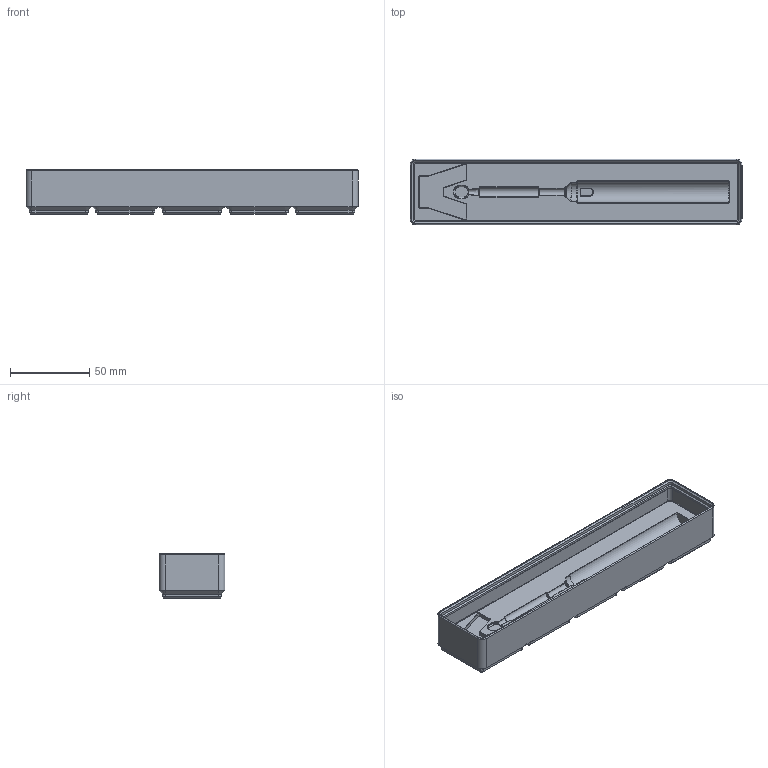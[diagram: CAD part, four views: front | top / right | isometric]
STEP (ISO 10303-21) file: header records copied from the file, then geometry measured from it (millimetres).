
FILE_DESCRIPTION(('FreeCAD Model'),'2;1');
FILE_NAME('Open CASCADE Shape Model','2023-05-07T12:54:12',(''),(''), 'Open CASCADE STEP processor 7.6','FreeCAD','Unknown');
FILE_SCHEMA(('AUTOMOTIVE_DESIGN { 1 0 10303 214 1 1 1 1 }'));
Length unit declared in the file: millimetre
Products named in the file (1): Blank Storage
Bounding box: 209.5 x 41.5 x 28 mm (x, y, z)
Volume: 99716.7 mm3; surface area: 41476.6 mm2
Topology: 1 solids, 1 shells, 458 faces, 986 edges, 564 vertices
Faces by surface type: plane 202, cylinder 106, cone 91, bspline 47, torus 12
Full cylindrical faces by diameter (mm): 3 x20, 6.5 x20
Entity records: 30109 total; most frequent: CARTESIAN_POINT 11081, DIRECTION 3189, ORIENTED_EDGE 1954, PCURVE 1954, DEFINITIONAL_REPRESENTATION 1954, LINE 1628, VECTOR 1628, EDGE_CURVE 977
